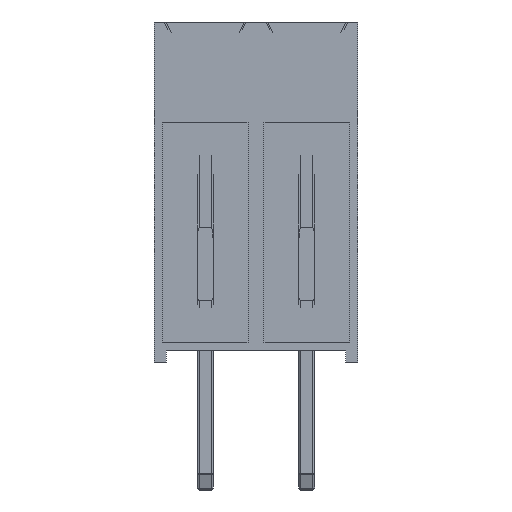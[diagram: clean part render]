
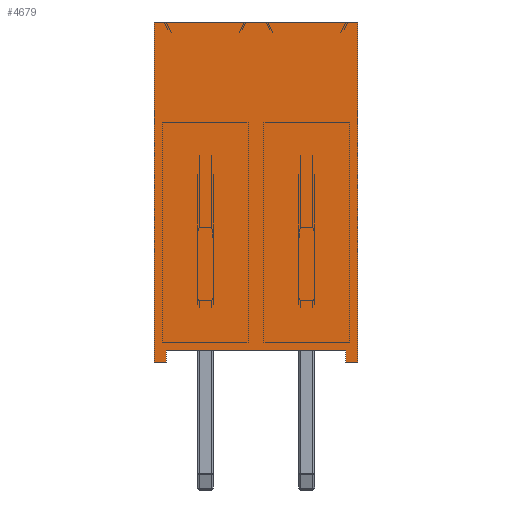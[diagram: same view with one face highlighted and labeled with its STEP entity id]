
A CAD part, left-side view. The second image highlights one B-rep face of the part: STEP entity #4679.
In plain terms, the highlighted planar face has unit normal (-1, 0, 0).
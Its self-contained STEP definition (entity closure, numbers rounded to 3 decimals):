
#706=FACE_OUTER_BOUND('',#996,.T.);
#996=EDGE_LOOP('',(#3056,#3057,#3058,#3059,#3060,#3061,#3062,#3063));
#1318=LINE('',#7300,#1666);
#1319=LINE('',#7303,#1667);
#1321=LINE('',#7307,#1669);
#1322=LINE('',#7309,#1670);
#1323=LINE('',#7311,#1671);
#1324=LINE('',#7313,#1672);
#1325=LINE('',#7315,#1673);
#1326=LINE('',#7316,#1674);
#1666=VECTOR('',#5681,10.);
#1667=VECTOR('',#5684,10.);
#1669=VECTOR('',#5688,10.);
#1670=VECTOR('',#5689,10.);
#1671=VECTOR('',#5690,10.);
#1672=VECTOR('',#5691,10.);
#1673=VECTOR('',#5692,10.);
#1674=VECTOR('',#5693,10.);
#2012=VERTEX_POINT('',#7296);
#2013=VERTEX_POINT('',#7298);
#2014=VERTEX_POINT('',#7302);
#2015=VERTEX_POINT('',#7306);
#2016=VERTEX_POINT('',#7308);
#2017=VERTEX_POINT('',#7310);
#2018=VERTEX_POINT('',#7312);
#2019=VERTEX_POINT('',#7314);
#2390=EDGE_CURVE('',#2012,#2013,#1318,.T.);
#2391=EDGE_CURVE('',#2014,#2012,#1319,.T.);
#2393=EDGE_CURVE('',#2013,#2015,#1321,.T.);
#2394=EDGE_CURVE('',#2015,#2016,#1322,.T.);
#2395=EDGE_CURVE('',#2016,#2017,#1323,.T.);
#2396=EDGE_CURVE('',#2017,#2018,#1324,.T.);
#2397=EDGE_CURVE('',#2019,#2018,#1325,.T.);
#2398=EDGE_CURVE('',#2014,#2019,#1326,.T.);
#3056=ORIENTED_EDGE('',*,*,#2393,.T.);
#3057=ORIENTED_EDGE('',*,*,#2394,.T.);
#3058=ORIENTED_EDGE('',*,*,#2395,.T.);
#3059=ORIENTED_EDGE('',*,*,#2396,.T.);
#3060=ORIENTED_EDGE('',*,*,#2397,.F.);
#3061=ORIENTED_EDGE('',*,*,#2398,.F.);
#3062=ORIENTED_EDGE('',*,*,#2391,.T.);
#3063=ORIENTED_EDGE('',*,*,#2390,.T.);
#4350=PLANE('',#5023);
#4679=ADVANCED_FACE('',(#706),#4350,.T.);
#5023=AXIS2_PLACEMENT_3D('',#7305,#5686,#5687);
#5681=DIRECTION('',(0.,0.,1.));
#5684=DIRECTION('',(0.,-1.,0.));
#5686=DIRECTION('center_axis',(-1.,0.,0.));
#5687=DIRECTION('ref_axis',(0.,-1.,0.));
#5688=DIRECTION('',(0.,-1.,0.));
#5689=DIRECTION('',(0.,0.,-1.));
#5690=DIRECTION('',(0.,-1.,0.));
#5691=DIRECTION('',(0.,0.,1.));
#5692=DIRECTION('',(0.,-1.,0.));
#5693=DIRECTION('',(0.,0.,1.));
#7296=CARTESIAN_POINT('',(-1.27,3.51,0.));
#7298=CARTESIAN_POINT('',(-1.27,3.51,0.3));
#7300=CARTESIAN_POINT('',(-1.27,3.51,0.));
#7302=CARTESIAN_POINT('',(-1.27,3.81,0.));
#7303=CARTESIAN_POINT('',(-1.27,3.81,0.));
#7305=CARTESIAN_POINT('Origin',(-1.27,1.27,0.));
#7306=CARTESIAN_POINT('',(-1.27,-0.97,0.3));
#7307=CARTESIAN_POINT('',(-1.27,1.27,0.3));
#7308=CARTESIAN_POINT('',(-1.27,-0.97,0.));
#7309=CARTESIAN_POINT('',(-1.27,-0.97,0.));
#7310=CARTESIAN_POINT('',(-1.27,-1.27,0.));
#7311=CARTESIAN_POINT('',(-1.27,1.27,0.));
#7312=CARTESIAN_POINT('',(-1.27,-1.27,8.5));
#7313=CARTESIAN_POINT('',(-1.27,-1.27,0.));
#7314=CARTESIAN_POINT('',(-1.27,3.81,8.5));
#7315=CARTESIAN_POINT('',(-1.27,3.81,8.5));
#7316=CARTESIAN_POINT('',(-1.27,3.81,0.));
